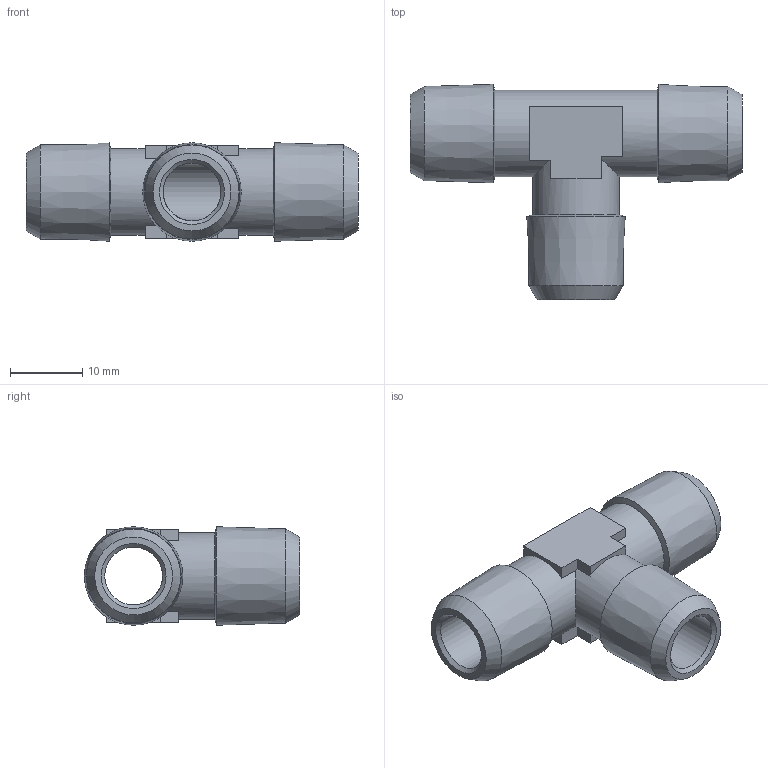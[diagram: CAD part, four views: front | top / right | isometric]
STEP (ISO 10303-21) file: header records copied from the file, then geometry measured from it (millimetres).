
FILE_DESCRIPTION (( 'STEP AP214' ), '1' );
FILE_NAME ('0401000010300A.STEP', '2013-08-07T15:22:02', ( 'ST01' ), ( '' ), 'SwSTEP 2.0', 'SolidWorks 2012', '' );
FILE_SCHEMA (( 'AUTOMOTIVE_DESIGN' ));
Length unit declared in the file: millimetre
Products named in the file (1): 0401000010300A
Bounding box: 46 x 29.82 x 13.64 mm (x, y, z)
Volume: 4882.6 mm3; surface area: 4361.4 mm2
Topology: 1 solids, 1 shells, 37 faces, 97 edges, 62 vertices
Faces by surface type: plane 21, cone 12, cylinder 4
Full cylindrical faces by diameter (mm): 8 x2, 12 x2
Entity records: 1041 total; most frequent: CARTESIAN_POINT 183, DIRECTION 174, ORIENTED_EDGE 148, EDGE_CURVE 74, AXIS2_PLACEMENT_3D 66, EDGE_LOOP 58, VERTEX_POINT 56, VECTOR 42
